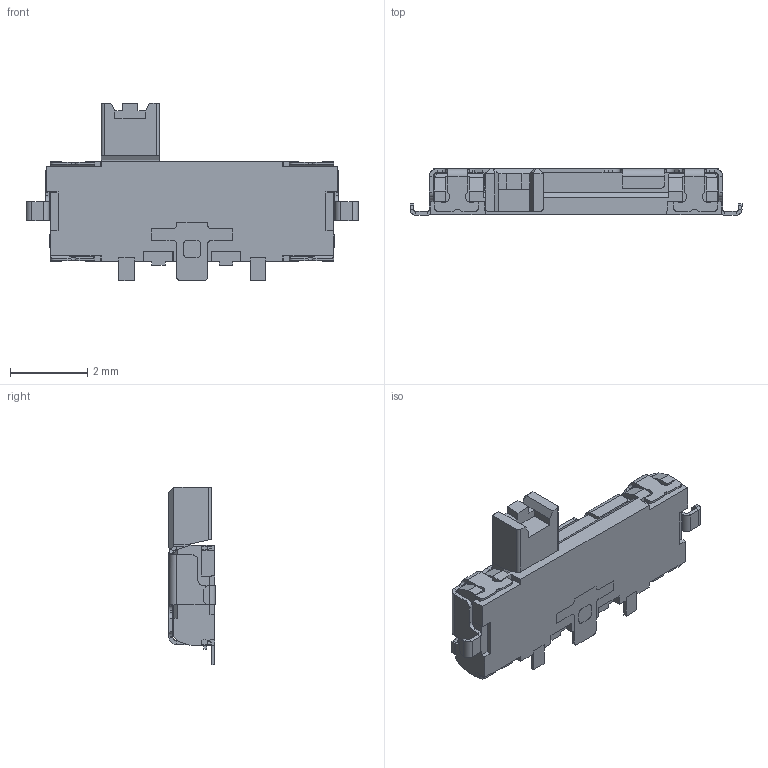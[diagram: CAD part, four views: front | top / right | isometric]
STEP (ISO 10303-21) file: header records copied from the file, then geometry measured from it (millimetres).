
FILE_DESCRIPTION(/* description */ (''),/* implementation_level */ '2;1');
FILE_NAME(/* name */ '${GLOWINGKITTYPARTS}/SSAL220100.step',/* time_stamp */ '2022-01-31T16:27:35+01:00',/* author */ (''),/* organization */ (''),/* preprocessor_version */ 'ST-DEVELOPER v18.1',/* originating_system */ 'Autodesk Translation Framework v10.13.0.1454',/* authorisation */ '');
FILE_SCHEMA (('AUTOMOTIVE_DESIGN { 1 0 10303 214 3 1 1 }'));
Length unit declared in the file: millimetre
Products named in the file (1): SSAL220100
Bounding box: 8.6 x 1.2 x 4.6 mm (x, y, z)
Volume: 23.5 mm3; surface area: 96.3 mm2
Topology: 1 solids, 1 shells, 371 faces, 1036 edges, 654 vertices
Faces by surface type: plane 273, cylinder 84, bspline 14
Entity records: 12111 total; most frequent: CARTESIAN_POINT 2469, ORIENTED_EDGE 2072, DIRECTION 1912, EDGE_CURVE 1036, LINE 828, VECTOR 828, VERTEX_POINT 654, AXIS2_PLACEMENT_3D 542
